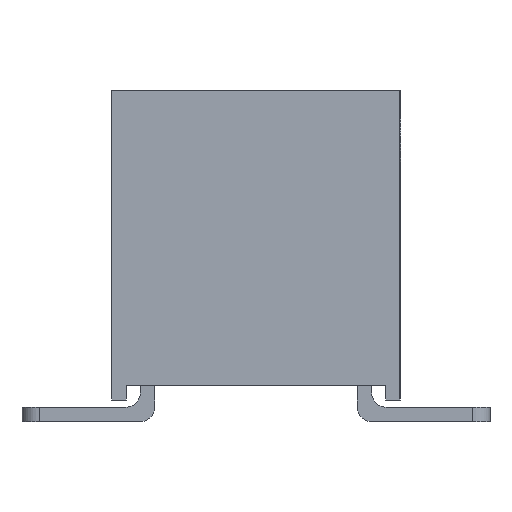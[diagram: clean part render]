
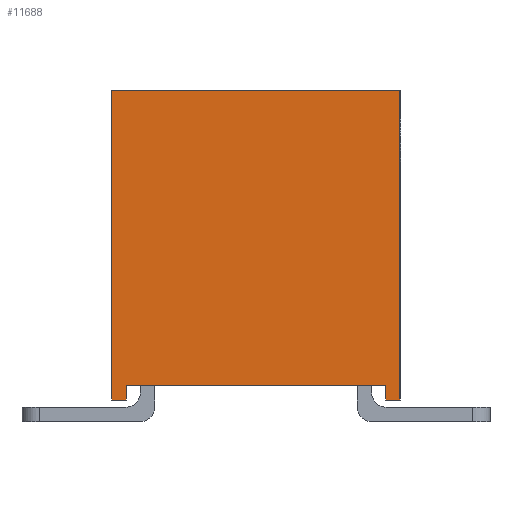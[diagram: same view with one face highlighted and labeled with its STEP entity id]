
A CAD part, left-side view. The second image highlights one B-rep face of the part: STEP entity #11688.
In plain terms, the highlighted planar face has unit normal (-1, 0, 0).
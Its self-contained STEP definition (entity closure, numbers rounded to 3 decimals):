
#521 = EDGE_CURVE ( 'NONE', #7288, #7753, #16063, .T. ) ;
#574 = CARTESIAN_POINT ( 'NONE',  ( -5.25, -2., 4.3 ) ) ;
#978 = VERTEX_POINT ( 'NONE', #4455 ) ;
#989 = VECTOR ( 'NONE', #11414, 1000. ) ;
#990 = DIRECTION ( 'NONE',  ( 0., 1., 0. ) ) ;
#1138 = DIRECTION ( 'NONE',  ( 1., 0., 0. ) ) ;
#1356 = CARTESIAN_POINT ( 'NONE',  ( -5.25, 1.8, -0.2 ) ) ;
#1395 = ORIENTED_EDGE ( 'NONE', *, *, #6889, .T. ) ;
#1504 = EDGE_CURVE ( 'NONE', #978, #21676, #16851, .T. ) ;
#1776 = DIRECTION ( 'NONE',  ( 0., -1., 0. ) ) ;
#1932 = VERTEX_POINT ( 'NONE', #8681 ) ;
#2878 = CARTESIAN_POINT ( 'NONE',  ( -5.25, 2., 0. ) ) ;
#3427 = ORIENTED_EDGE ( 'NONE', *, *, #11373, .F. ) ;
#3736 = ORIENTED_EDGE ( 'NONE', *, *, #4037, .T. ) ;
#3940 = LINE ( 'NONE', #7771, #8686 ) ;
#3950 = EDGE_LOOP ( 'NONE', ( #22150, #3427, #1395, #14813, #15215, #7509, #3736, #19706 ) ) ;
#4037 = EDGE_CURVE ( 'NONE', #6179, #11916, #10550, .T. ) ;
#4195 = DIRECTION ( 'NONE',  ( 0., 0., -1. ) ) ;
#4218 = CARTESIAN_POINT ( 'NONE',  ( -5.25, 2., 4.3 ) ) ;
#4383 = LINE ( 'NONE', #2878, #989 ) ;
#4455 = CARTESIAN_POINT ( 'NONE',  ( -5.25, -1.8, 0.2 ) ) ;
#4864 = DIRECTION ( 'NONE',  ( 0., 0., -1. ) ) ;
#6179 = VERTEX_POINT ( 'NONE', #20146 ) ;
#6599 = DIRECTION ( 'NONE',  ( 0., 1., 0. ) ) ;
#6889 = EDGE_CURVE ( 'NONE', #1932, #21257, #4383, .T. ) ;
#7288 = VERTEX_POINT ( 'NONE', #4218 ) ;
#7434 = PLANE ( 'NONE',  #19482 ) ;
#7509 = ORIENTED_EDGE ( 'NONE', *, *, #11687, .T. ) ;
#7753 = VERTEX_POINT ( 'NONE', #10459 ) ;
#7771 = CARTESIAN_POINT ( 'NONE',  ( -5.25, 2., 4.3 ) ) ;
#8289 = CARTESIAN_POINT ( 'NONE',  ( -5.25, -1.8, 0.2 ) ) ;
#8681 = CARTESIAN_POINT ( 'NONE',  ( -5.25, -1.8, 0. ) ) ;
#8686 = VECTOR ( 'NONE', #21927, 1000. ) ;
#10016 = CARTESIAN_POINT ( 'NONE',  ( -5.25, 1.8, 0. ) ) ;
#10459 = CARTESIAN_POINT ( 'NONE',  ( -5.25, -2., 4.3 ) ) ;
#10550 = LINE ( 'NONE', #17633, #20250 ) ;
#10657 = CARTESIAN_POINT ( 'NONE',  ( -5.25, -1.8, -0.2 ) ) ;
#10790 = EDGE_CURVE ( 'NONE', #7753, #21257, #16564, .T. ) ;
#11261 = VECTOR ( 'NONE', #4195, 1000. ) ;
#11373 = EDGE_CURVE ( 'NONE', #1932, #978, #15466, .T. ) ;
#11414 = DIRECTION ( 'NONE',  ( 0., -1., 0. ) ) ;
#11543 = LINE ( 'NONE', #1356, #14007 ) ;
#11687 = EDGE_CURVE ( 'NONE', #7288, #6179, #3940, .T. ) ;
#11688 = ADVANCED_FACE ( 'NONE', ( #21566 ), #7434, .F. ) ;
#11916 = VERTEX_POINT ( 'NONE', #10016 ) ;
#12825 = VECTOR ( 'NONE', #22811, 1000. ) ;
#13621 = CARTESIAN_POINT ( 'NONE',  ( -5.25, 2., 4.3 ) ) ;
#14007 = VECTOR ( 'NONE', #4864, 1000. ) ;
#14300 = CARTESIAN_POINT ( 'NONE',  ( -5.25, 2., 4.3 ) ) ;
#14813 = ORIENTED_EDGE ( 'NONE', *, *, #10790, .F. ) ;
#15215 = ORIENTED_EDGE ( 'NONE', *, *, #521, .F. ) ;
#15466 = LINE ( 'NONE', #10657, #16102 ) ;
#16063 = LINE ( 'NONE', #14300, #12825 ) ;
#16102 = VECTOR ( 'NONE', #22559, 1000. ) ;
#16335 = EDGE_CURVE ( 'NONE', #21676, #11916, #11543, .T. ) ;
#16564 = LINE ( 'NONE', #574, #11261 ) ;
#16851 = LINE ( 'NONE', #8289, #17697 ) ;
#17633 = CARTESIAN_POINT ( 'NONE',  ( -5.25, 2., 0. ) ) ;
#17697 = VECTOR ( 'NONE', #990, 1000. ) ;
#19482 = AXIS2_PLACEMENT_3D ( 'NONE', #13621, #1138, #6599 ) ;
#19706 = ORIENTED_EDGE ( 'NONE', *, *, #16335, .F. ) ;
#19883 = CARTESIAN_POINT ( 'NONE',  ( -5.25, -2., 0. ) ) ;
#20146 = CARTESIAN_POINT ( 'NONE',  ( -5.25, 2., 0. ) ) ;
#20250 = VECTOR ( 'NONE', #1776, 1000. ) ;
#20790 = CARTESIAN_POINT ( 'NONE',  ( -5.25, 1.8, 0.2 ) ) ;
#21257 = VERTEX_POINT ( 'NONE', #19883 ) ;
#21566 = FACE_OUTER_BOUND ( 'NONE', #3950, .T. ) ;
#21676 = VERTEX_POINT ( 'NONE', #20790 ) ;
#21927 = DIRECTION ( 'NONE',  ( 0., 0., -1. ) ) ;
#22150 = ORIENTED_EDGE ( 'NONE', *, *, #1504, .F. ) ;
#22559 = DIRECTION ( 'NONE',  ( 0., 0., 1. ) ) ;
#22811 = DIRECTION ( 'NONE',  ( 0., -1., 0. ) ) ;
